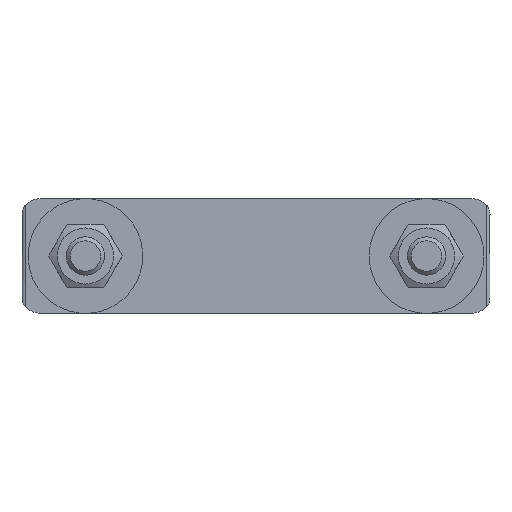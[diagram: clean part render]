
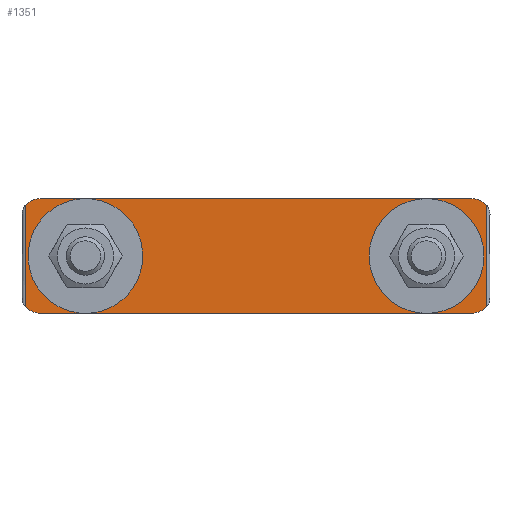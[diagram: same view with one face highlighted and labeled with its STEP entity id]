
A CAD part, front view. The second image highlights one B-rep face of the part: STEP entity #1351.
In plain terms, the highlighted planar face has unit normal (0, -1, 0).
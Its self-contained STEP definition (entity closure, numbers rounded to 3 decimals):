
#59=ELLIPSE('',#1485,3.329,3.);
#60=ELLIPSE('',#1487,3.329,3.);
#62=ELLIPSE('',#1496,3.329,3.);
#63=ELLIPSE('',#1497,3.329,3.);
#96=LINE('',#2063,#152);
#99=LINE('',#2194,#155);
#103=LINE('',#2224,#159);
#104=LINE('',#2228,#160);
#152=VECTOR('',#1674,10.);
#155=VECTOR('',#1721,10.);
#159=VECTOR('',#1749,10.);
#160=VECTOR('',#1752,10.);
#248=FACE_BOUND('',#431,.T.);
#249=FACE_BOUND('',#432,.T.);
#315=FACE_OUTER_BOUND('',#430,.T.);
#430=EDGE_LOOP('',(#1015,#1016,#1017,#1018,#1019,#1020,#1021,#1022));
#431=EDGE_LOOP('',(#1023));
#432=EDGE_LOOP('',(#1024));
#573=CIRCLE('',#1493,3.625);
#574=CIRCLE('',#1498,3.625);
#628=VERTEX_POINT('',#2060);
#629=VERTEX_POINT('',#2062);
#645=VERTEX_POINT('',#2170);
#647=VERTEX_POINT('',#2183);
#649=VERTEX_POINT('',#2204);
#652=VERTEX_POINT('',#2219);
#653=VERTEX_POINT('',#2223);
#654=VERTEX_POINT('',#2225);
#655=VERTEX_POINT('',#2227);
#656=VERTEX_POINT('',#2230);
#765=EDGE_CURVE('',#628,#629,#96,.T.);
#789=EDGE_CURVE('',#645,#647,#99,.T.);
#792=EDGE_CURVE('',#628,#645,#59,.T.);
#794=EDGE_CURVE('',#647,#649,#60,.T.);
#799=EDGE_CURVE('',#652,#652,#573,.T.);
#800=EDGE_CURVE('',#649,#653,#103,.T.);
#801=EDGE_CURVE('',#654,#653,#62,.T.);
#802=EDGE_CURVE('',#655,#654,#104,.T.);
#803=EDGE_CURVE('',#629,#655,#63,.T.);
#804=EDGE_CURVE('',#656,#656,#574,.T.);
#1015=ORIENTED_EDGE('',*,*,#800,.T.);
#1016=ORIENTED_EDGE('',*,*,#801,.F.);
#1017=ORIENTED_EDGE('',*,*,#802,.F.);
#1018=ORIENTED_EDGE('',*,*,#803,.F.);
#1019=ORIENTED_EDGE('',*,*,#765,.F.);
#1020=ORIENTED_EDGE('',*,*,#792,.T.);
#1021=ORIENTED_EDGE('',*,*,#789,.T.);
#1022=ORIENTED_EDGE('',*,*,#794,.T.);
#1023=ORIENTED_EDGE('',*,*,#799,.F.);
#1024=ORIENTED_EDGE('',*,*,#804,.T.);
#1282=PLANE('',#1495);
#1351=ADVANCED_FACE('',(#315,#248,#249),#1282,.T.);
#1485=AXIS2_PLACEMENT_3D('',#2202,#1725,#1726);
#1487=AXIS2_PLACEMENT_3D('',#2206,#1730,#1731);
#1493=AXIS2_PLACEMENT_3D('',#2220,#1743,#1744);
#1495=AXIS2_PLACEMENT_3D('',#2222,#1747,#1748);
#1496=AXIS2_PLACEMENT_3D('',#2226,#1750,#1751);
#1497=AXIS2_PLACEMENT_3D('',#2229,#1753,#1754);
#1498=AXIS2_PLACEMENT_3D('',#2231,#1755,#1756);
#1674=DIRECTION('',(1.,0.,0.));
#1721=DIRECTION('',(0.,0.,-1.));
#1725=DIRECTION('center_axis',(0.,-1.,0.));
#1726=DIRECTION('ref_axis',(-1.,0.,0.));
#1730=DIRECTION('center_axis',(0.,-1.,0.));
#1731=DIRECTION('ref_axis',(-1.,0.,0.));
#1743=DIRECTION('center_axis',(0.,-1.,0.));
#1744=DIRECTION('ref_axis',(1.,0.,0.));
#1747=DIRECTION('center_axis',(0.,-1.,0.));
#1748=DIRECTION('ref_axis',(0.,0.,-1.));
#1749=DIRECTION('',(1.,0.,0.));
#1750=DIRECTION('center_axis',(0.,1.,0.));
#1751=DIRECTION('ref_axis',(1.,0.,0.));
#1752=DIRECTION('',(0.,0.,-1.));
#1753=DIRECTION('center_axis',(0.,1.,0.));
#1754=DIRECTION('ref_axis',(1.,0.,0.));
#1755=DIRECTION('center_axis',(0.,1.,0.));
#1756=DIRECTION('ref_axis',(-1.,0.,0.));
#2060=CARTESIAN_POINT('',(-33.662,0.,9.));
#2062=CARTESIAN_POINT('',(33.662,0.,9.));
#2063=CARTESIAN_POINT('',(11.491,0.,9.));
#2170=CARTESIAN_POINT('',(-36.195,0.,7.946));
#2183=CARTESIAN_POINT('',(-36.195,0.,-7.946));
#2194=CARTESIAN_POINT('',(-36.195,0.,0.));
#2202=CARTESIAN_POINT('Origin',(-33.662,0.,6.));
#2204=CARTESIAN_POINT('',(-33.662,0.,-9.));
#2206=CARTESIAN_POINT('Origin',(-33.662,0.,-6.));
#2219=CARTESIAN_POINT('',(-30.375,0.,0.));
#2220=CARTESIAN_POINT('Origin',(-26.75,0.,0.));
#2222=CARTESIAN_POINT('Origin',(36.991,0.,0.));
#2223=CARTESIAN_POINT('',(33.662,0.,-9.));
#2224=CARTESIAN_POINT('',(-11.491,0.,-9.));
#2225=CARTESIAN_POINT('',(36.195,0.,-7.946));
#2226=CARTESIAN_POINT('Origin',(33.662,0.,-6.));
#2227=CARTESIAN_POINT('',(36.195,0.,7.946));
#2228=CARTESIAN_POINT('',(36.195,0.,0.));
#2229=CARTESIAN_POINT('Origin',(33.662,0.,6.));
#2230=CARTESIAN_POINT('',(30.375,0.,0.));
#2231=CARTESIAN_POINT('Origin',(26.75,0.,0.));
